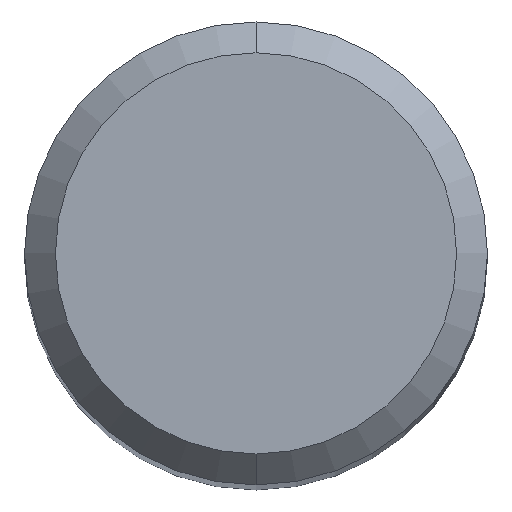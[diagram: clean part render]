
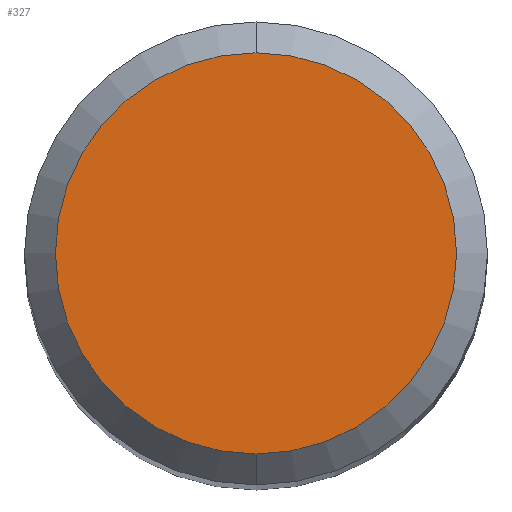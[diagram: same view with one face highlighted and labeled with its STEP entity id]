
A CAD part, top view. The second image highlights one B-rep face of the part: STEP entity #327.
In plain terms, the highlighted planar face has unit normal (0, 0, 1).
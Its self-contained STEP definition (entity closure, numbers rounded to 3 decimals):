
#301=VERTEX_POINT('',#613);
#303=EDGE_CURVE('',#301,#419,#615,.T.);
#327=ADVANCED_FACE('',(#641),#642,.T.);
#397=EDGE_CURVE('',#419,#301,#720,.T.);
#419=VERTEX_POINT('',#745);
#613=CARTESIAN_POINT('',(0.0,2.6,0.0));
#615=CIRCLE('',#1090,2.6);
#641=FACE_OUTER_BOUND('',#1158,.T.);
#642=PLANE('',#1159);
#720=CIRCLE('',#1277,2.6);
#745=CARTESIAN_POINT('',(0.,-2.6,0.0));
#1090=AXIS2_PLACEMENT_3D('',#1564,#1565,#1566);
#1158=EDGE_LOOP('',(#1596,#1597));
#1159=AXIS2_PLACEMENT_3D('',#1598,#1599,#1600);
#1277=AXIS2_PLACEMENT_3D('',#1693,#1694,#1695);
#1564=CARTESIAN_POINT('',(0.0,0.0,0.0));
#1565=DIRECTION('',(0.0,0.0,-1.0));
#1566=DIRECTION('',(0.0,1.0,0.0));
#1596=ORIENTED_EDGE('',*,*,#303,.F.);
#1597=ORIENTED_EDGE('',*,*,#397,.F.);
#1598=CARTESIAN_POINT('',(0.0,1.3,0.0));
#1599=DIRECTION('',(-0.0,0.0,1.0));
#1600=DIRECTION('',(0.0,-1.0,0.0));
#1693=CARTESIAN_POINT('',(0.0,0.0,0.0));
#1694=DIRECTION('',(0.0,0.0,-1.0));
#1695=DIRECTION('',(0.0,1.0,0.0));
